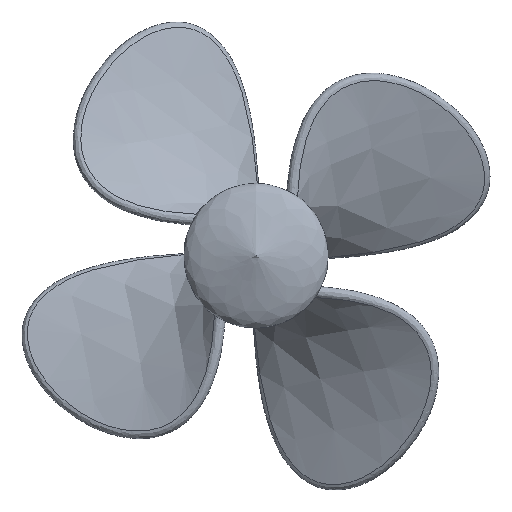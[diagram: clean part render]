
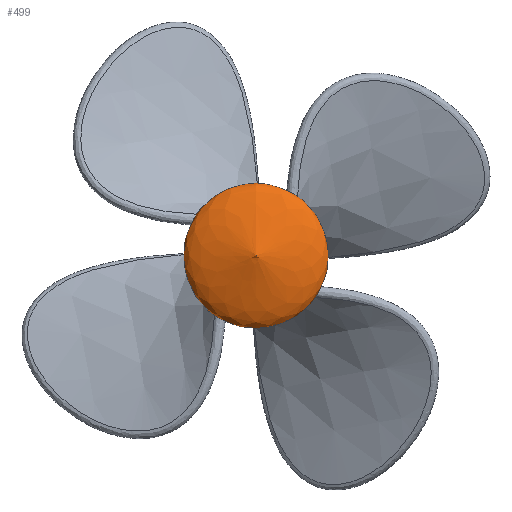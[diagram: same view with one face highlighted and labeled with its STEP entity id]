
A CAD part, top view. The second image highlights one B-rep face of the part: STEP entity #499.
In plain terms, the highlighted free-form (B-spline) face has degree [3, 3] with [4, 19] control points.
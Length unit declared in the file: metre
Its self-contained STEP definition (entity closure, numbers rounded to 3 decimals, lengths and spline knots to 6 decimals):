
#12=VERTEX_LOOP('',#396);
#22=B_SPLINE_SURFACE_WITH_KNOTS('',3,3,((#2639,#2640,#2641,#2642,#2643,
#2644,#2645,#2646,#2647,#2648,#2649,#2650,#2651,#2652,#2653,#2654,#2655,
#2656,#2657),(#2658,#2659,#2660,#2661,#2662,#2663,#2664,#2665,#2666,#2667,
#2668,#2669,#2670,#2671,#2672,#2673,#2674,#2675,#2676),(#2677,#2678,#2679,
#2680,#2681,#2682,#2683,#2684,#2685,#2686,#2687,#2688,#2689,#2690,#2691,
#2692,#2693,#2694,#2695),(#2696,#2697,#2698,#2699,#2700,#2701,#2702,#2703,
#2704,#2705,#2706,#2707,#2708,#2709,#2710,#2711,#2712,#2713,#2714)),
 .UNSPECIFIED.,.F.,.T.,.F.,(4,4),(1,1,1,1,1,1,1,1,1,1,1,1,1,1,1,1,1,1,1,
1,1,1,1),(0.,1.),(-1.178097,-0.785398,-0.392699,
0.,0.392699,0.785398,1.178097,1.570796,
1.963495,2.356194,2.748894,3.141593,3.534292,
3.926991,4.31969,4.712389,5.105088,5.497787,
5.890486,6.283185,6.675884,7.068583,7.461283),
 .UNSPECIFIED.);
#85=B_SPLINE_CURVE_WITH_KNOTS('',3,(#1093,#1094,#1095,#1096),
 .UNSPECIFIED.,.F.,.F.,(4,4),(0.,0.001174),.UNSPECIFIED.);
#95=B_SPLINE_CURVE_WITH_KNOTS('',3,(#1728,#1729,#1730,#1731),
 .UNSPECIFIED.,.F.,.F.,(4,4),(0.,0.001174),.UNSPECIFIED.);
#105=B_SPLINE_CURVE_WITH_KNOTS('',3,(#2363,#2364,#2365,#2366),
 .UNSPECIFIED.,.F.,.F.,(4,4),(0.,0.001174),.UNSPECIFIED.);
#112=B_SPLINE_CURVE_WITH_KNOTS('',3,(#2715,#2716,#2717,#2718),
 .UNSPECIFIED.,.F.,.F.,(4,4),(0.,0.001174),.UNSPECIFIED.);
#218=ORIENTED_EDGE('',*,*,#311,.F.);
#219=ORIENTED_EDGE('',*,*,#315,.F.);
#220=ORIENTED_EDGE('',*,*,#322,.F.);
#221=ORIENTED_EDGE('',*,*,#326,.F.);
#222=ORIENTED_EDGE('',*,*,#333,.F.);
#223=ORIENTED_EDGE('',*,*,#334,.F.);
#224=ORIENTED_EDGE('',*,*,#297,.F.);
#225=ORIENTED_EDGE('',*,*,#304,.F.);
#297=EDGE_CURVE('',#374,#375,#409,.T.);
#304=EDGE_CURVE('',#380,#374,#85,.T.);
#311=EDGE_CURVE('',#383,#380,#410,.T.);
#315=EDGE_CURVE('',#386,#383,#95,.T.);
#322=EDGE_CURVE('',#389,#386,#411,.T.);
#326=EDGE_CURVE('',#392,#389,#105,.T.);
#333=EDGE_CURVE('',#395,#392,#412,.T.);
#334=EDGE_CURVE('',#375,#395,#112,.T.);
#374=VERTEX_POINT('',#713);
#375=VERTEX_POINT('',#715);
#380=VERTEX_POINT('',#1092);
#383=VERTEX_POINT('',#1367);
#386=VERTEX_POINT('',#1727);
#389=VERTEX_POINT('',#2002);
#392=VERTEX_POINT('',#2362);
#395=VERTEX_POINT('',#2637);
#396=VERTEX_POINT('',#2719);
#409=CIRCLE('',#532,0.012);
#410=CIRCLE('',#534,0.012);
#411=CIRCLE('',#536,0.012);
#412=CIRCLE('',#538,0.012);
#433=EDGE_LOOP('',(#218,#219,#220,#221,#222,#223,#224,#225));
#463=FACE_BOUND('',#433,.T.);
#464=FACE_BOUND('',#12,.T.);
#499=ADVANCED_FACE('',(#463,#464),#22,.F.);
#532=AXIS2_PLACEMENT_3D('',#714,#570,#571);
#534=AXIS2_PLACEMENT_3D('',#1368,#574,#575);
#536=AXIS2_PLACEMENT_3D('',#2003,#578,#579);
#538=AXIS2_PLACEMENT_3D('',#2638,#582,#583);
#570=DIRECTION('',(0.,0.,-1.));
#571=DIRECTION('',(-1.,0.,0.));
#574=DIRECTION('',(0.,0.,-1.));
#575=DIRECTION('',(-1.,0.,0.));
#578=DIRECTION('',(0.,0.,-1.));
#579=DIRECTION('',(-1.,0.,0.));
#582=DIRECTION('',(0.,0.,-1.));
#583=DIRECTION('',(-1.,0.,0.));
#713=CARTESIAN_POINT('',(-0.010036,0.006578,0.018));
#714=CARTESIAN_POINT('',(0.,0.,0.018));
#715=CARTESIAN_POINT('',(0.005605,0.010611,0.018));
#1092=CARTESIAN_POINT('',(-0.010611,0.005605,0.018));
#1093=CARTESIAN_POINT('',(-0.010611,0.005605,0.018));
#1094=CARTESIAN_POINT('',(-0.010502,0.005931,0.0182));
#1095=CARTESIAN_POINT('',(-0.010271,0.006308,0.01817));
#1096=CARTESIAN_POINT('',(-0.010036,0.006578,0.018));
#1367=CARTESIAN_POINT('',(-0.006578,-0.010036,0.018));
#1368=CARTESIAN_POINT('',(0.,0.,0.018));
#1727=CARTESIAN_POINT('',(-0.005605,-0.010611,0.018));
#1728=CARTESIAN_POINT('',(-0.005605,-0.010611,0.018));
#1729=CARTESIAN_POINT('',(-0.005931,-0.010502,0.0182));
#1730=CARTESIAN_POINT('',(-0.006308,-0.010271,0.01817));
#1731=CARTESIAN_POINT('',(-0.006578,-0.010036,0.018));
#2002=CARTESIAN_POINT('',(0.010036,-0.006578,0.018));
#2003=CARTESIAN_POINT('',(0.,0.,0.018));
#2362=CARTESIAN_POINT('',(0.010611,-0.005605,0.018));
#2363=CARTESIAN_POINT('',(0.010611,-0.005605,0.018));
#2364=CARTESIAN_POINT('',(0.010502,-0.005931,0.0182));
#2365=CARTESIAN_POINT('',(0.010271,-0.006308,0.01817));
#2366=CARTESIAN_POINT('',(0.010036,-0.006578,0.018));
#2637=CARTESIAN_POINT('',(0.006578,0.010036,0.018));
#2638=CARTESIAN_POINT('',(0.,0.,0.018));
#2639=CARTESIAN_POINT('',(0.,0.,0.024));
#2640=CARTESIAN_POINT('',(0.,0.,0.024));
#2641=CARTESIAN_POINT('',(0.,0.,0.024));
#2642=CARTESIAN_POINT('',(0.,0.,0.024));
#2643=CARTESIAN_POINT('',(0.,0.,0.024));
#2644=CARTESIAN_POINT('',(0.,0.,0.024));
#2645=CARTESIAN_POINT('',(0.,0.,0.024));
#2646=CARTESIAN_POINT('',(0.,0.,0.024));
#2647=CARTESIAN_POINT('',(0.,0.,0.024));
#2648=CARTESIAN_POINT('',(0.,0.,0.024));
#2649=CARTESIAN_POINT('',(0.,0.,0.024));
#2650=CARTESIAN_POINT('',(0.,0.,0.024));
#2651=CARTESIAN_POINT('',(0.,0.,0.024));
#2652=CARTESIAN_POINT('',(0.,0.,0.024));
#2653=CARTESIAN_POINT('',(0.,0.,0.024));
#2654=CARTESIAN_POINT('',(0.,0.,0.024));
#2655=CARTESIAN_POINT('',(0.,0.,0.024));
#2656=CARTESIAN_POINT('',(0.,0.,0.024));
#2657=CARTESIAN_POINT('',(0.,0.,0.024));
#2658=CARTESIAN_POINT('',(-0.003236,0.007813,0.021));
#2659=CARTESIAN_POINT('',(0.,0.008457,0.021));
#2660=CARTESIAN_POINT('',(0.003236,0.007813,0.021));
#2661=CARTESIAN_POINT('',(0.00598,0.00598,0.021));
#2662=CARTESIAN_POINT('',(0.007813,0.003236,0.021));
#2663=CARTESIAN_POINT('',(0.008457,0.,0.021));
#2664=CARTESIAN_POINT('',(0.007813,-0.003236,0.021));
#2665=CARTESIAN_POINT('',(0.00598,-0.00598,0.021));
#2666=CARTESIAN_POINT('',(0.003236,-0.007813,0.021));
#2667=CARTESIAN_POINT('',(0.,-0.008457,0.021));
#2668=CARTESIAN_POINT('',(-0.003236,-0.007813,0.021));
#2669=CARTESIAN_POINT('',(-0.00598,-0.00598,0.021));
#2670=CARTESIAN_POINT('',(-0.007813,-0.003236,0.021));
#2671=CARTESIAN_POINT('',(-0.008457,0.,0.021));
#2672=CARTESIAN_POINT('',(-0.007813,0.003236,0.021));
#2673=CARTESIAN_POINT('',(-0.00598,0.00598,0.021));
#2674=CARTESIAN_POINT('',(-0.003236,0.007813,0.021));
#2675=CARTESIAN_POINT('',(0.,0.008457,0.021));
#2676=CARTESIAN_POINT('',(0.003236,0.007813,0.021));
#2677=CARTESIAN_POINT('',(-0.005035,0.012155,0.020885));
#2678=CARTESIAN_POINT('',(0.,0.013156,0.020885));
#2679=CARTESIAN_POINT('',(0.005035,0.012155,0.020885));
#2680=CARTESIAN_POINT('',(0.009303,0.009303,0.020885));
#2681=CARTESIAN_POINT('',(0.012155,0.005035,0.020885));
#2682=CARTESIAN_POINT('',(0.013156,0.,0.020885));
#2683=CARTESIAN_POINT('',(0.012155,-0.005035,0.020885));
#2684=CARTESIAN_POINT('',(0.009303,-0.009303,0.020885));
#2685=CARTESIAN_POINT('',(0.005035,-0.012155,0.020885));
#2686=CARTESIAN_POINT('',(0.,-0.013156,0.020885));
#2687=CARTESIAN_POINT('',(-0.005035,-0.012155,0.020885));
#2688=CARTESIAN_POINT('',(-0.009303,-0.009303,0.020885));
#2689=CARTESIAN_POINT('',(-0.012155,-0.005035,0.020885));
#2690=CARTESIAN_POINT('',(-0.013156,0.,0.020885));
#2691=CARTESIAN_POINT('',(-0.012155,0.005035,0.020885));
#2692=CARTESIAN_POINT('',(-0.009303,0.009303,0.020885));
#2693=CARTESIAN_POINT('',(-0.005035,0.012155,0.020885));
#2694=CARTESIAN_POINT('',(0.,0.013156,0.020885));
#2695=CARTESIAN_POINT('',(0.005035,0.012155,0.020885));
#2696=CARTESIAN_POINT('',(-0.004712,0.011375,0.018));
#2697=CARTESIAN_POINT('',(0.,0.012312,0.018));
#2698=CARTESIAN_POINT('',(0.004712,0.011375,0.018));
#2699=CARTESIAN_POINT('',(0.008706,0.008706,0.018));
#2700=CARTESIAN_POINT('',(0.011375,0.004712,0.018));
#2701=CARTESIAN_POINT('',(0.012312,0.,0.018));
#2702=CARTESIAN_POINT('',(0.011375,-0.004712,0.018));
#2703=CARTESIAN_POINT('',(0.008706,-0.008706,0.018));
#2704=CARTESIAN_POINT('',(0.004712,-0.011375,0.018));
#2705=CARTESIAN_POINT('',(0.,-0.012312,0.018));
#2706=CARTESIAN_POINT('',(-0.004712,-0.011375,0.018));
#2707=CARTESIAN_POINT('',(-0.008706,-0.008706,0.018));
#2708=CARTESIAN_POINT('',(-0.011375,-0.004712,0.018));
#2709=CARTESIAN_POINT('',(-0.012312,0.,0.018));
#2710=CARTESIAN_POINT('',(-0.011375,0.004712,0.018));
#2711=CARTESIAN_POINT('',(-0.008706,0.008706,0.018));
#2712=CARTESIAN_POINT('',(-0.004712,0.011375,0.018));
#2713=CARTESIAN_POINT('',(0.,0.012312,0.018));
#2714=CARTESIAN_POINT('',(0.004712,0.011375,0.018));
#2715=CARTESIAN_POINT('',(0.005605,0.010611,0.018));
#2716=CARTESIAN_POINT('',(0.005931,0.010502,0.0182));
#2717=CARTESIAN_POINT('',(0.006308,0.010271,0.01817));
#2718=CARTESIAN_POINT('',(0.006578,0.010036,0.018));
#2719=CARTESIAN_POINT('',(0.,0.,0.024));
